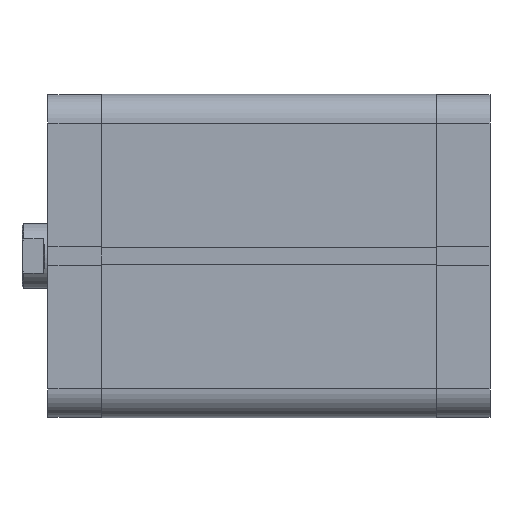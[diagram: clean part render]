
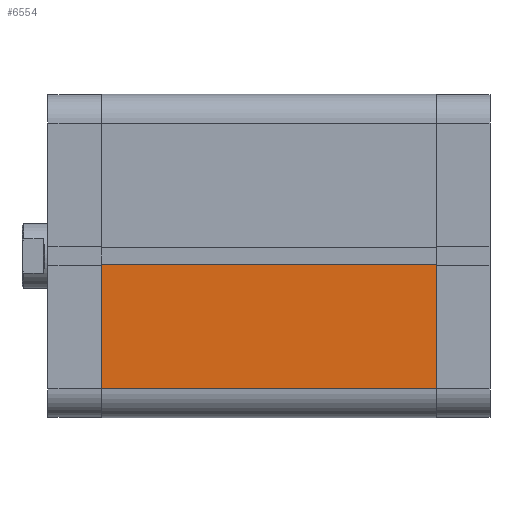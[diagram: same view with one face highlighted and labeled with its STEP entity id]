
A CAD part, front view. The second image highlights one B-rep face of the part: STEP entity #6554.
In plain terms, the highlighted face is planar.
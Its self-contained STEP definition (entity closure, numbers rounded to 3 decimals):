
#878 = VERTEX_POINT ( 'NONE', #1209 ) ;
#879 = VERTEX_POINT ( 'NONE', #1210 ) ;
#916 = VERTEX_POINT ( 'NONE', #1247 ) ;
#917 = VERTEX_POINT ( 'NONE', #1248 ) ;
#1209 = CARTESIAN_POINT ( 'NONE',  ( 50., -41., 103.5 ) ) ;
#1210 = CARTESIAN_POINT ( 'NONE',  ( 50., -2.6, 103.5 ) ) ;
#1247 = CARTESIAN_POINT ( 'NONE',  ( 50., -2.6, 0. ) ) ;
#1248 = CARTESIAN_POINT ( 'NONE',  ( 50., -41., 0. ) ) ;
#1643 = CARTESIAN_POINT ( 'NONE',  ( 50., -2.6, 103.5 ) ) ;
#1644 = DIRECTION ( 'NONE',  ( 0., 1., 0. ) ) ;
#1739 = CARTESIAN_POINT ( 'NONE',  ( 50., -2.6, 0. ) ) ;
#1742 = DIRECTION ( 'NONE',  ( 0., 1., 0. ) ) ;
#1807 = CARTESIAN_POINT ( 'NONE',  ( 50., -41., 103.5 ) ) ;
#1808 = DIRECTION ( 'NONE',  ( 0., 0., -1. ) ) ;
#1809 = CARTESIAN_POINT ( 'NONE',  ( 50., -2.6, 103.5 ) ) ;
#1810 = DIRECTION ( 'NONE',  ( 0., 0., -1. ) ) ;
#3022 = PLANE ( 'NONE',  #5704 ) ;
#3025 = CARTESIAN_POINT ( 'NONE',  ( 50., -2.6, 103.5 ) ) ;
#3031 = DIRECTION ( 'NONE',  ( -1., 0., 0. ) ) ;
#3032 = DIRECTION ( 'NONE',  ( 0., -1., 0. ) ) ;
#3455 = EDGE_CURVE ( 'NONE', #878, #879, #4010, .T. ) ;
#3529 = EDGE_CURVE ( 'NONE', #917, #916, #4106, .T. ) ;
#3559 = EDGE_CURVE ( 'NONE', #878, #917, #4165, .T. ) ;
#3560 = EDGE_CURVE ( 'NONE', #879, #916, #4167, .T. ) ;
#3708 = EDGE_LOOP ( 'NONE', ( #5066, #5083, #5062, #5079 ) ) ;
#4010 = LINE ( 'NONE', #1643, #4017 ) ;
#4017 = VECTOR ( 'NONE', #1644, 1000. ) ;
#4106 = LINE ( 'NONE', #1739, #4110 ) ;
#4110 = VECTOR ( 'NONE', #1742, 1000. ) ;
#4165 = LINE ( 'NONE', #1807, #4166 ) ;
#4166 = VECTOR ( 'NONE', #1808, 1000. ) ;
#4167 = LINE ( 'NONE', #1809, #4168 ) ;
#4168 = VECTOR ( 'NONE', #1810, 1000. ) ;
#4953 = FACE_OUTER_BOUND ( 'NONE', #3708, .T. ) ;
#5062 = ORIENTED_EDGE ( 'NONE', *, *, #3455, .F. ) ;
#5066 = ORIENTED_EDGE ( 'NONE', *, *, #3529, .T. ) ;
#5079 = ORIENTED_EDGE ( 'NONE', *, *, #3559, .T. ) ;
#5083 = ORIENTED_EDGE ( 'NONE', *, *, #3560, .F. ) ;
#5704 = AXIS2_PLACEMENT_3D ( 'NONE', #3025, #3031, #3032 ) ;
#6554 = ADVANCED_FACE ( 'NONE', ( #4953 ), #3022, .F. ) ;
